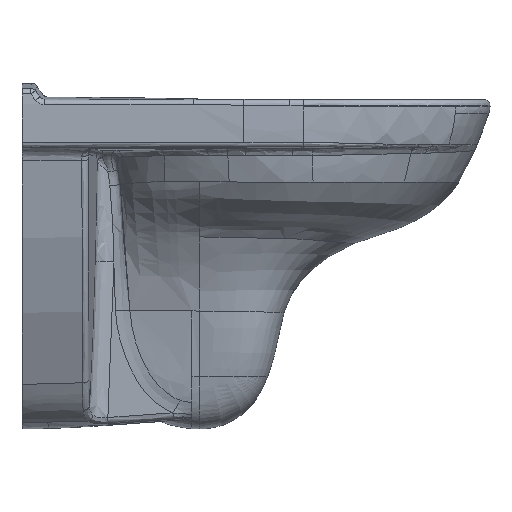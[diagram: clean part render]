
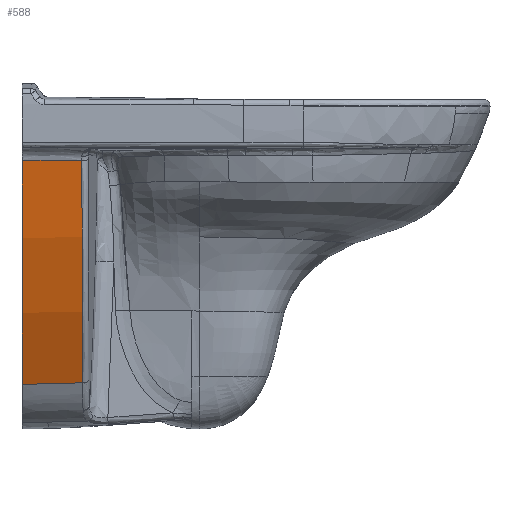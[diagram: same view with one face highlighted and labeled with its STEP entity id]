
A CAD part, left-side view. The second image highlights one B-rep face of the part: STEP entity #588.
In plain terms, the highlighted free-form (B-spline) face has degree [1, 3] with [2, 14] control points.
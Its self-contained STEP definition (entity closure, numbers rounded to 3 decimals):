
#588=ADVANCED_FACE('',(#1216),#915,.T.);
#915=B_SPLINE_SURFACE_WITH_KNOTS('',1,3,((#31039,#31040,#31041,#31042,#31043,
#31044,#31045,#31046,#31047,#31048,#31049,#31050,#31051,#31052),(#31053,
#31054,#31055,#31056,#31057,#31058,#31059,#31060,#31061,#31062,#31063,#31064,
#31065,#31066)),.UNSPECIFIED.,.F.,.F.,.F.,(2,2),(4,2,2,2,2,2,4),(0.,1.),
(0.,0.162,0.473,0.629,0.784,
0.904,1.),.UNSPECIFIED.);
#1216=FACE_OUTER_BOUND('',#1613,.T.);
#1613=EDGE_LOOP('',(#2765,#2766,#2767,#2768,#2769,#2770));
#2765=ORIENTED_EDGE('',*,*,#5126,.F.);
#2766=ORIENTED_EDGE('',*,*,#5198,.F.);
#2767=ORIENTED_EDGE('',*,*,#4958,.F.);
#2768=ORIENTED_EDGE('',*,*,#4957,.F.);
#2769=ORIENTED_EDGE('',*,*,#4647,.T.);
#2770=ORIENTED_EDGE('',*,*,#4646,.T.);
#3988=VERTEX_POINT('',#11805);
#3989=VERTEX_POINT('',#11814);
#3990=VERTEX_POINT('',#11819);
#4213=VERTEX_POINT('',#21913);
#4215=VERTEX_POINT('',#21957);
#4339=VERTEX_POINT('',#28034);
#4646=EDGE_CURVE('',#3989,#3988,#5677,.T.);
#4647=EDGE_CURVE('',#3990,#3989,#5678,.T.);
#4957=EDGE_CURVE('',#3990,#4215,#5936,.T.);
#4958=EDGE_CURVE('',#4215,#4213,#5937,.T.);
#5126=EDGE_CURVE('',#4339,#3988,#6086,.T.);
#5198=EDGE_CURVE('',#4213,#4339,#6147,.T.);
#5677=B_SPLINE_CURVE_WITH_KNOTS('',3,(#11806,#11807,#11808,#11809,#11810,
#11811,#11812,#11813),.UNSPECIFIED.,.F.,.F.,(4,2,2,4),(0.,0.25,0.5,1.),
 .UNSPECIFIED.);
#5678=B_SPLINE_CURVE_WITH_KNOTS('',3,(#11815,#11816,#11817,#11818),
 .UNSPECIFIED.,.F.,.F.,(4,4),(0.,1.),.UNSPECIFIED.);
#5936=B_SPLINE_CURVE_WITH_KNOTS('',3,(#21952,#21953,#21954,#21955,#21956),
 .UNSPECIFIED.,.F.,.F.,(4,1,4),(0.,0.913,1.),.UNSPECIFIED.);
#5937=B_SPLINE_CURVE_WITH_KNOTS('',3,(#21958,#21959,#21960,#21961,#21962,
#21963),.UNSPECIFIED.,.F.,.F.,(4,1,1,4),(0.,0.354,0.745,
1.),.UNSPECIFIED.);
#6086=B_SPLINE_CURVE_WITH_KNOTS('',3,(#28035,#28036,#28037,#28038,#28039,
#28040,#28041,#28042,#28043,#28044),.UNSPECIFIED.,.F.,.F.,(4,1,1,1,1,1,
1,4),(0.,0.25,0.375,0.5,0.625,
0.75,0.875,1.),.UNSPECIFIED.);
#6147=B_SPLINE_CURVE_WITH_KNOTS('',3,(#31029,#31030,#31031,#31032,#31033,
#31034,#31035,#31036,#31037,#31038),.UNSPECIFIED.,.F.,.F.,(4,2,2,2,4),(0.,
0.25,0.5,0.75,1.),.UNSPECIFIED.);
#11805=CARTESIAN_POINT('',(-85.583,64.998,-297.998));
#11806=CARTESIAN_POINT('',(-160.317,64.998,-64.117));
#11807=CARTESIAN_POINT('',(-157.538,64.998,-84.52));
#11808=CARTESIAN_POINT('',(-153.916,64.998,-104.744));
#11809=CARTESIAN_POINT('',(-144.927,64.998,-144.823));
#11810=CARTESIAN_POINT('',(-139.548,64.998,-164.713));
#11811=CARTESIAN_POINT('',(-120.796,64.998,-223.518));
#11812=CARTESIAN_POINT('',(-104.794,64.998,-261.566));
#11813=CARTESIAN_POINT('',(-85.583,64.998,-297.998));
#11814=CARTESIAN_POINT('',(-160.317,64.998,-64.117));
#11815=CARTESIAN_POINT('',(-160.436,64.998,-63.238));
#11816=CARTESIAN_POINT('',(-160.397,64.998,-63.531));
#11817=CARTESIAN_POINT('',(-160.357,64.998,-63.824));
#11818=CARTESIAN_POINT('',(-160.317,64.998,-64.117));
#11819=CARTESIAN_POINT('',(-160.437,64.998,-63.232));
#21913=CARTESIAN_POINT('',(-157.481,2.293,-63.425));
#21952=CARTESIAN_POINT('',(-160.436,64.998,-63.238));
#21953=CARTESIAN_POINT('',(-160.166,59.272,-63.26));
#21954=CARTESIAN_POINT('',(-159.869,52.998,-63.285));
#21955=CARTESIAN_POINT('',(-159.573,46.724,-63.305));
#21956=CARTESIAN_POINT('',(-159.547,46.175,-63.307));
#21957=CARTESIAN_POINT('',(-159.548,46.172,-63.302));
#21958=CARTESIAN_POINT('',(-159.547,46.175,-63.307));
#21959=CARTESIAN_POINT('',(-159.303,40.998,-63.323));
#21960=CARTESIAN_POINT('',(-158.79,30.094,-63.35));
#21961=CARTESIAN_POINT('',(-158.102,15.467,-63.389));
#21962=CARTESIAN_POINT('',(-157.656,6.017,-63.415));
#21963=CARTESIAN_POINT('',(-157.481,2.293,-63.425));
#28034=CARTESIAN_POINT('',(-83.125,1.564,-296.363));
#28035=CARTESIAN_POINT('',(-83.125,1.564,-296.363));
#28036=CARTESIAN_POINT('',(-83.33,6.851,-296.5));
#28037=CARTESIAN_POINT('',(-83.637,14.78,-296.704));
#28038=CARTESIAN_POINT('',(-84.047,25.352,-296.976));
#28039=CARTESIAN_POINT('',(-84.354,33.281,-297.181));
#28040=CARTESIAN_POINT('',(-84.661,41.21,-297.385));
#28041=CARTESIAN_POINT('',(-84.969,49.14,-297.589));
#28042=CARTESIAN_POINT('',(-85.276,57.069,-297.794));
#28043=CARTESIAN_POINT('',(-85.481,62.355,-297.93));
#28044=CARTESIAN_POINT('',(-85.583,64.998,-297.998));
#31029=CARTESIAN_POINT('',(-157.481,2.293,-63.425));
#31030=CARTESIAN_POINT('',(-154.724,2.294,-83.727));
#31031=CARTESIAN_POINT('',(-151.121,2.192,-103.876));
#31032=CARTESIAN_POINT('',(-142.168,2.108,-143.856));
#31033=CARTESIAN_POINT('',(-136.821,2.084,-163.649));
#31034=CARTESIAN_POINT('',(-124.385,1.901,-202.674));
#31035=CARTESIAN_POINT('',(-117.288,1.744,-221.929));
#31036=CARTESIAN_POINT('',(-101.442,1.599,-259.689));
#31037=CARTESIAN_POINT('',(-92.675,1.661,-278.243));
#31038=CARTESIAN_POINT('',(-83.125,1.564,-296.363));
#31039=CARTESIAN_POINT('',(-84.894,65.414,-299.344));
#31040=CARTESIAN_POINT('',(-92.008,65.414,-285.92));
#31041=CARTESIAN_POINT('',(-98.694,65.414,-272.273));
#31042=CARTESIAN_POINT('',(-116.976,65.414,-231.645));
#31043=CARTESIAN_POINT('',(-127.29,65.414,-204.229));
#31044=CARTESIAN_POINT('',(-140.139,65.414,-162.16));
#31045=CARTESIAN_POINT('',(-143.972,65.414,-148.02));
#31046=CARTESIAN_POINT('',(-150.733,65.414,-119.62));
#31047=CARTESIAN_POINT('',(-153.667,65.414,-105.343));
#31048=CARTESIAN_POINT('',(-158.091,65.414,-79.956));
#31049=CARTESIAN_POINT('',(-159.758,65.414,-68.875));
#31050=CARTESIAN_POINT('',(-162.311,65.414,-48.838));
#31051=CARTESIAN_POINT('',(-163.447,65.414,-39.925));
#31052=CARTESIAN_POINT('',(-164.583,65.414,-31.011));
#31053=CARTESIAN_POINT('',(-82.022,-4.794,-297.821));
#31054=CARTESIAN_POINT('',(-89.103,-4.794,-284.459));
#31055=CARTESIAN_POINT('',(-95.758,-4.794,-270.874));
#31056=CARTESIAN_POINT('',(-113.956,-4.794,-230.436));
#31057=CARTESIAN_POINT('',(-124.221,-4.794,-203.148));
#31058=CARTESIAN_POINT('',(-137.01,-4.794,-161.276));
#31059=CARTESIAN_POINT('',(-140.825,-4.794,-147.201));
#31060=CARTESIAN_POINT('',(-147.555,-4.794,-118.932));
#31061=CARTESIAN_POINT('',(-150.475,-4.794,-104.721));
#31062=CARTESIAN_POINT('',(-154.88,-4.794,-79.447));
#31063=CARTESIAN_POINT('',(-156.54,-4.794,-68.415));
#31064=CARTESIAN_POINT('',(-159.082,-4.794,-48.466));
#31065=CARTESIAN_POINT('',(-160.213,-4.794,-39.591));
#31066=CARTESIAN_POINT('',(-161.343,-4.794,-30.717));
